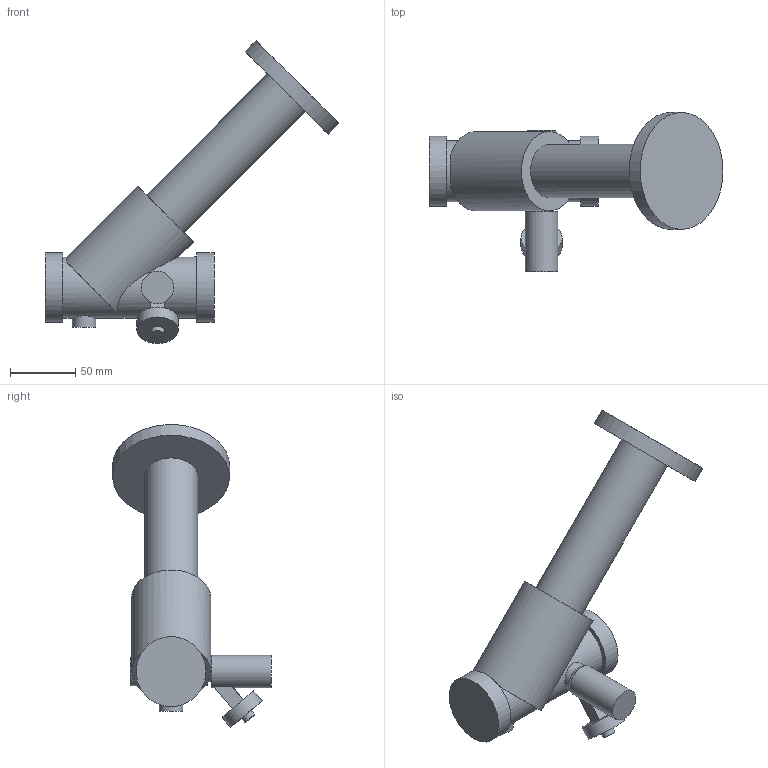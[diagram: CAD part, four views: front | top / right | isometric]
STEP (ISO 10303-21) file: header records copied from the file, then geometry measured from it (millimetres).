
FILE_DESCRIPTION(/* description */ ('STEP AP203'),/* implementation_level */ '2;1');
FILE_NAME(/* name */ '0601G040CH',/* time_stamp */ '2024-03-19T17:46:18+01:00',/* author */ ('License CC BY-ND 4.0'),/* organization */ ('CADENAS'),/* preprocessor_version */ 'ST-DEVELOPER v19.3',/* originating_system */ 'PARTsolutions',/* authorisation */ ' ');
FILE_SCHEMA (('CONFIG_CONTROL_DESIGN'));
Length unit declared in the file: millimetre
Products named in the file (1): 0601G040CH
Bounding box: 226 x 122.15 x 233.02 mm (x, y, z)
Volume: 694932.9 mm3; surface area: 75654.9 mm2
Topology: 1 solids, 1 shells, 34 faces, 62 edges, 42 vertices
Faces by surface type: plane 21, cylinder 13
Full cylindrical faces by diameter (mm): 10 x1, 16 x1, 18 x1, 22 x2, 24.98 x1, 31.76 x1, 41 x1, 47 x1, 53.746 x2, 61 x1, 90 x1
Entity records: 859 total; most frequent: CARTESIAN_POINT 219, DIRECTION 136, ORIENTED_EDGE 86, AXIS2_PLACEMENT_3D 63, EDGE_LOOP 60, FACE_BOUND 60, EDGE_CURVE 43, VERTEX_POINT 37
